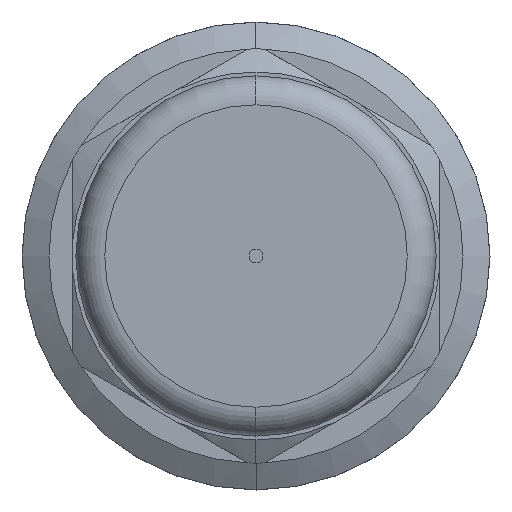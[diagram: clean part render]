
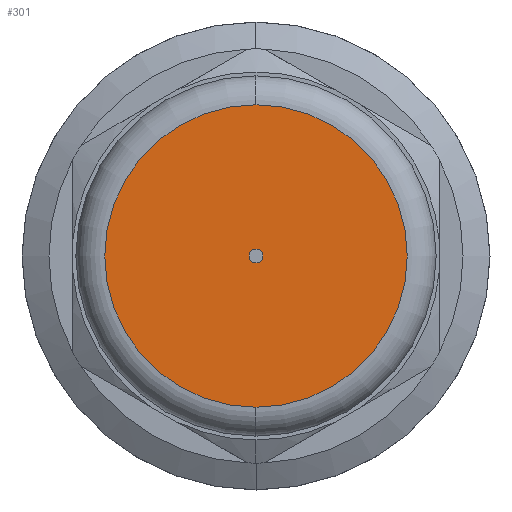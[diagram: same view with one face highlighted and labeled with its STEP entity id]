
A CAD part, left-side view. The second image highlights one B-rep face of the part: STEP entity #301.
In plain terms, the highlighted planar face has unit normal (-1, 0, 0).
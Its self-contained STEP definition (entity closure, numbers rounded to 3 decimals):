
#301 = ADVANCED_FACE ( 'NONE', ( #2550, #467 ), #2647, .T. ) ;
#329 = CIRCLE ( 'NONE', #1081, 0.6 ) ;
#346 = EDGE_CURVE ( 'NONE', #8093, #5513, #3811, .T. ) ;
#467 = FACE_OUTER_BOUND ( 'NONE', #1166, .T. ) ;
#1081 = AXIS2_PLACEMENT_3D ( 'NONE', #3249, #5451, #9031 ) ;
#1166 = EDGE_LOOP ( 'NONE', ( #3052, #4977 ) ) ;
#1241 = DIRECTION ( 'NONE',  ( 1., 0., 0. ) ) ;
#1253 = CIRCLE ( 'NONE', #8152, 13.075 ) ;
#2156 = DIRECTION ( 'NONE',  ( 1., 0., 0. ) ) ;
#2350 = EDGE_CURVE ( 'NONE', #5513, #8093, #1253, .T. ) ;
#2519 = CIRCLE ( 'NONE', #7713, 0.6 ) ;
#2528 = DIRECTION ( 'NONE',  ( -1., 0., 0. ) ) ;
#2550 = FACE_BOUND ( 'NONE', #6068, .T. ) ;
#2647 = PLANE ( 'NONE',  #3601 ) ;
#2671 = EDGE_CURVE ( 'NONE', #5453, #8654, #2519, .T. ) ;
#2774 = DIRECTION ( 'NONE',  ( 0., 0., -1. ) ) ;
#2852 = ORIENTED_EDGE ( 'NONE', *, *, #2671, .T. ) ;
#2893 = CARTESIAN_POINT ( 'NONE',  ( -22.25, 0., -13.075 ) ) ;
#3005 = EDGE_CURVE ( 'NONE', #8654, #5453, #329, .T. ) ;
#3052 = ORIENTED_EDGE ( 'NONE', *, *, #2350, .F. ) ;
#3249 = CARTESIAN_POINT ( 'NONE',  ( -22.25, 0., 0. ) ) ;
#3304 = CARTESIAN_POINT ( 'NONE',  ( -22.25, 0., -0.6 ) ) ;
#3421 = CARTESIAN_POINT ( 'NONE',  ( -22.25, 0., 0. ) ) ;
#3601 = AXIS2_PLACEMENT_3D ( 'NONE', #3304, #2528, #4775 ) ;
#3807 = DIRECTION ( 'NONE',  ( 0., 0., -1. ) ) ;
#3811 = CIRCLE ( 'NONE', #5186, 13.075 ) ;
#4243 = CARTESIAN_POINT ( 'NONE',  ( -22.25, 0., 0. ) ) ;
#4775 = DIRECTION ( 'NONE',  ( 0., 0., 1. ) ) ;
#4977 = ORIENTED_EDGE ( 'NONE', *, *, #346, .F. ) ;
#5186 = AXIS2_PLACEMENT_3D ( 'NONE', #3421, #1241, #6330 ) ;
#5208 = CARTESIAN_POINT ( 'NONE',  ( -22.25, 0., 0. ) ) ;
#5451 = DIRECTION ( 'NONE',  ( 1., 0., 0. ) ) ;
#5453 = VERTEX_POINT ( 'NONE', #9358 ) ;
#5513 = VERTEX_POINT ( 'NONE', #2893 ) ;
#6068 = EDGE_LOOP ( 'NONE', ( #9274, #2852 ) ) ;
#6330 = DIRECTION ( 'NONE',  ( 0., 0., -1. ) ) ;
#6699 = CARTESIAN_POINT ( 'NONE',  ( -22.25, 0., 13.075 ) ) ;
#6723 = CARTESIAN_POINT ( 'NONE',  ( -22.25, 0., -0.6 ) ) ;
#7248 = DIRECTION ( 'NONE',  ( 1., 0., 0. ) ) ;
#7713 = AXIS2_PLACEMENT_3D ( 'NONE', #4243, #7248, #2774 ) ;
#8093 = VERTEX_POINT ( 'NONE', #6699 ) ;
#8152 = AXIS2_PLACEMENT_3D ( 'NONE', #5208, #2156, #3807 ) ;
#8654 = VERTEX_POINT ( 'NONE', #6723 ) ;
#9031 = DIRECTION ( 'NONE',  ( 0., 0., -1. ) ) ;
#9274 = ORIENTED_EDGE ( 'NONE', *, *, #3005, .T. ) ;
#9358 = CARTESIAN_POINT ( 'NONE',  ( -22.25, 0., 0.6 ) ) ;
